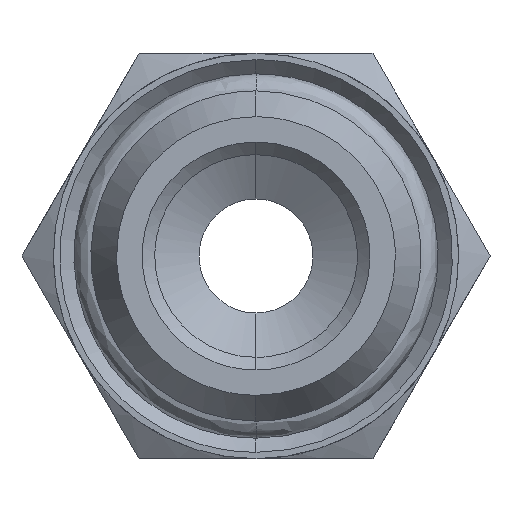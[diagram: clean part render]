
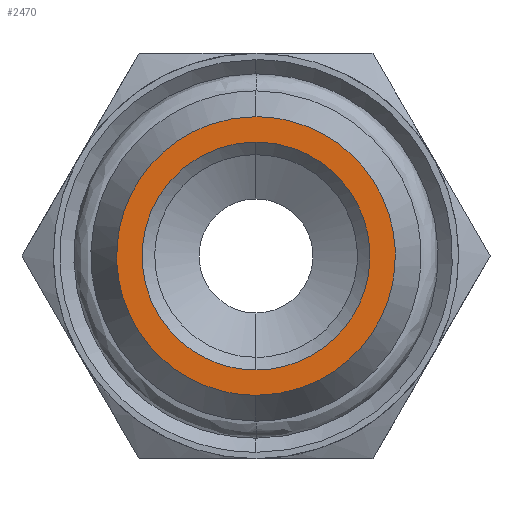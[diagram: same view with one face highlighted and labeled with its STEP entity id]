
A CAD part, front view. The second image highlights one B-rep face of the part: STEP entity #2470.
In plain terms, the highlighted free-form (B-spline) face has degree [1, 1] with [2, 2] control points.
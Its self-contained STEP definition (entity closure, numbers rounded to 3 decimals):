
#32 = CARTESIAN_POINT ( 'NONE',  ( -1.437, 0., 5.358 ) ) ;
#54 = CARTESIAN_POINT ( 'NONE',  ( -1.437, 0., -5.358 ) ) ;
#71 = VERTEX_POINT ( 'NONE', #2345 ) ;
#77 = EDGE_LOOP ( 'NONE', ( #1831, #649 ) ) ;
#127 = CARTESIAN_POINT ( 'NONE',  ( 0.722, 0., 5.5 ) ) ;
#206 = CARTESIAN_POINT ( 'NONE',  ( 0., 0., -4.5 ) ) ;
#248 = CARTESIAN_POINT ( 'NONE',  ( -3.378, 0., 4.4 ) ) ;
#314 = CARTESIAN_POINT ( 'NONE',  ( 3.931, 0., 2.268 ) ) ;
#369 = CARTESIAN_POINT ( 'NONE',  ( 5.5, 0., 0.722 ) ) ;
#377 = CARTESIAN_POINT ( 'NONE',  ( 4.805, 0., 2.772 ) ) ;
#568 = CARTESIAN_POINT ( 'NONE',  ( 3.931, 0., -2.268 ) ) ;
#588 =( BOUNDED_CURVE ( )  B_SPLINE_CURVE ( 3, ( #1580, #1349, #1409, #797 ),
 .UNSPECIFIED., .F., .F. ) 
 B_SPLINE_CURVE_WITH_KNOTS ( ( 4, 4 ),
 ( -3.142, 0. ),
 .UNSPECIFIED. ) 
 CURVE ( )  GEOMETRIC_REPRESENTATION_ITEM ( )  RATIONAL_B_SPLINE_CURVE ( ( 1., 0.333, 0.333, 1. ) ) 
 REPRESENTATION_ITEM ( '' )  );
#649 = ORIENTED_EDGE ( 'NONE', *, *, #1175, .T. ) ;
#696 = FACE_BOUND ( 'NONE', #77, .T. ) ;
#744 = B_SPLINE_SURFACE_WITH_KNOTS ( 'NONE', 1, 1, ( 
 ( #2761, #2133 ),
 ( #2125, #882 ) ),
 .UNSPECIFIED., .F., .F., .F.,
 ( 2, 2 ),
 ( 2, 2 ),
 ( 0., 1. ),
 ( 0., 1. ),
 .UNSPECIFIED. ) ;
#757 = CARTESIAN_POINT ( 'NONE',  ( 1.437, 0., -5.358 ) ) ;
#766 = CARTESIAN_POINT ( 'NONE',  ( 0.722, 0., -5.5 ) ) ;
#775 = CARTESIAN_POINT ( 'NONE',  ( 2.764, 0., -3.6 ) ) ;
#784 = CARTESIAN_POINT ( 'NONE',  ( 0.591, 0., 4.5 ) ) ;
#793 = CARTESIAN_POINT ( 'NONE',  ( 4.5, 0., -0.591 ) ) ;
#797 = CARTESIAN_POINT ( 'NONE',  ( 0., 0., -4.5 ) ) ;
#807 = CARTESIAN_POINT ( 'NONE',  ( 5.358, 0., -1.437 ) ) ;
#874 = CARTESIAN_POINT ( 'NONE',  ( -3.378, 0., -4.4 ) ) ;
#882 = CARTESIAN_POINT ( 'NONE',  ( 5.566, 0., -5.566 ) ) ;
#912 = CARTESIAN_POINT ( 'NONE',  ( -2.772, 0., -4.805 ) ) ;
#979 = CARTESIAN_POINT ( 'NONE',  ( 0.591, 0., -4.5 ) ) ;
#1002 = CARTESIAN_POINT ( 'NONE',  ( 2.764, 0., 3.6 ) ) ;
#1020 = CARTESIAN_POINT ( 'NONE',  ( 5.5, 0., -0.722 ) ) ;
#1025 = CARTESIAN_POINT ( 'NONE',  ( 4.805, 0., -2.772 ) ) ;
#1102 = ORIENTED_EDGE ( 'NONE', *, *, #2154, .T. ) ;
#1114 = CARTESIAN_POINT ( 'NONE',  ( 0., 0., -5.5 ) ) ;
#1152 = B_SPLINE_CURVE_WITH_KNOTS ( 'NONE', 3,
 ( #2085, #784, #2072, #2691, #1002, #1647, #314, #1658, #2051, #793, #1865, #568, #2079, #775, #2268, #2487, #979, #1416 ),
 .UNSPECIFIED., .F., .F.,
 ( 4, 2, 2, 2, 2, 2, 2, 2, 4 ),
 ( 0., 0.393, 0.785, 1.178, 1.571, 1.963, 2.356, 2.749, 3.142 ),
 .UNSPECIFIED. ) ;
#1175 = EDGE_CURVE ( 'NONE', #1515, #2120, #1152, .T. ) ;
#1234 = CARTESIAN_POINT ( 'NONE',  ( 3.378, 0., 4.4 ) ) ;
#1320 = CARTESIAN_POINT ( 'NONE',  ( -2.772, 0., 4.805 ) ) ;
#1349 = CARTESIAN_POINT ( 'NONE',  ( -9., 0., 4.5 ) ) ;
#1409 = CARTESIAN_POINT ( 'NONE',  ( -9., 0., -4.5 ) ) ;
#1416 = CARTESIAN_POINT ( 'NONE',  ( 0., 0., -4.5 ) ) ;
#1512 = CARTESIAN_POINT ( 'NONE',  ( -5.358, 0., -1.437 ) ) ;
#1515 = VERTEX_POINT ( 'NONE', #2114 ) ;
#1527 = CARTESIAN_POINT ( 'NONE',  ( -4.4, 0., 3.378 ) ) ;
#1528 = EDGE_LOOP ( 'NONE', ( #1102, #1857 ) ) ;
#1569 = VERTEX_POINT ( 'NONE', #2313 ) ;
#1580 = CARTESIAN_POINT ( 'NONE',  ( 0., 0., 4.5 ) ) ;
#1647 = CARTESIAN_POINT ( 'NONE',  ( 3.6, 0., 2.764 ) ) ;
#1658 = CARTESIAN_POINT ( 'NONE',  ( 4.384, 0., 1.176 ) ) ;
#1760 = CARTESIAN_POINT ( 'NONE',  ( -4.805, 0., 2.772 ) ) ;
#1804 = FACE_OUTER_BOUND ( 'NONE', #1528, .T. ) ;
#1815 = B_SPLINE_CURVE_WITH_KNOTS ( 'NONE', 3,
 ( #2348, #2523, #32, #1320, #248, #1527, #1760, #2598, #2616, #1957, #1512, #2182, #2586, #874, #912, #54, #2385, #1114 ),
 .UNSPECIFIED., .F., .F.,
 ( 4, 2, 2, 2, 2, 2, 2, 2, 4 ),
 ( 0., 0.393, 0.785, 1.178, 1.571, 1.963, 2.356, 2.749, 3.142 ),
 .UNSPECIFIED. ) ;
#1831 = ORIENTED_EDGE ( 'NONE', *, *, #2286, .F. ) ;
#1857 = ORIENTED_EDGE ( 'NONE', *, *, #1970, .T. ) ;
#1863 = CARTESIAN_POINT ( 'NONE',  ( 4.4, 0., 3.378 ) ) ;
#1865 = CARTESIAN_POINT ( 'NONE',  ( 4.384, 0., -1.176 ) ) ;
#1879 = CARTESIAN_POINT ( 'NONE',  ( 1.437, 0., 5.358 ) ) ;
#1891 = CARTESIAN_POINT ( 'NONE',  ( 5.358, 0., 1.437 ) ) ;
#1957 = CARTESIAN_POINT ( 'NONE',  ( -5.5, 0., -0.722 ) ) ;
#1970 = EDGE_CURVE ( 'NONE', #1569, #71, #2204, .T. ) ;
#2051 = CARTESIAN_POINT ( 'NONE',  ( 4.5, 0., 0.591 ) ) ;
#2072 = CARTESIAN_POINT ( 'NONE',  ( 1.176, 0., 4.384 ) ) ;
#2079 = CARTESIAN_POINT ( 'NONE',  ( 3.6, 0., -2.764 ) ) ;
#2083 = CARTESIAN_POINT ( 'NONE',  ( 2.772, 0., 4.805 ) ) ;
#2085 = CARTESIAN_POINT ( 'NONE',  ( 0., 0., 4.5 ) ) ;
#2114 = CARTESIAN_POINT ( 'NONE',  ( 0., 0., 4.5 ) ) ;
#2120 = VERTEX_POINT ( 'NONE', #206 ) ;
#2125 = CARTESIAN_POINT ( 'NONE',  ( -5.566, 0., -5.566 ) ) ;
#2133 = CARTESIAN_POINT ( 'NONE',  ( 5.566, 0., 5.566 ) ) ;
#2154 = EDGE_CURVE ( 'NONE', #71, #1569, #1815, .T. ) ;
#2182 = CARTESIAN_POINT ( 'NONE',  ( -4.805, 0., -2.772 ) ) ;
#2204 = B_SPLINE_CURVE_WITH_KNOTS ( 'NONE', 3,
 ( #2238, #766, #757, #2255, #2460, #2670, #1025, #807, #1020, #369, #1891, #377, #1863, #1234, #2083, #1879, #127, #2485 ),
 .UNSPECIFIED., .F., .F.,
 ( 4, 2, 2, 2, 2, 2, 2, 2, 4 ),
 ( 0., 0.393, 0.785, 1.178, 1.571, 1.963, 2.356, 2.749, 3.142 ),
 .UNSPECIFIED. ) ;
#2238 = CARTESIAN_POINT ( 'NONE',  ( 0., 0., -5.5 ) ) ;
#2255 = CARTESIAN_POINT ( 'NONE',  ( 2.772, 0., -4.805 ) ) ;
#2268 = CARTESIAN_POINT ( 'NONE',  ( 2.268, 0., -3.931 ) ) ;
#2286 = EDGE_CURVE ( 'NONE', #1515, #2120, #588, .T. ) ;
#2313 = CARTESIAN_POINT ( 'NONE',  ( 0., 0., -5.5 ) ) ;
#2345 = CARTESIAN_POINT ( 'NONE',  ( 0., 0., 5.5 ) ) ;
#2348 = CARTESIAN_POINT ( 'NONE',  ( 0., 0., 5.5 ) ) ;
#2385 = CARTESIAN_POINT ( 'NONE',  ( -0.722, 0., -5.5 ) ) ;
#2460 = CARTESIAN_POINT ( 'NONE',  ( 3.378, 0., -4.4 ) ) ;
#2470 = ADVANCED_FACE ( 'NONE', ( #696, #1804 ), #744, .T. ) ;
#2485 = CARTESIAN_POINT ( 'NONE',  ( 0., 0., 5.5 ) ) ;
#2487 = CARTESIAN_POINT ( 'NONE',  ( 1.176, 0., -4.384 ) ) ;
#2523 = CARTESIAN_POINT ( 'NONE',  ( -0.722, 0., 5.5 ) ) ;
#2586 = CARTESIAN_POINT ( 'NONE',  ( -4.4, 0., -3.378 ) ) ;
#2598 = CARTESIAN_POINT ( 'NONE',  ( -5.358, 0., 1.437 ) ) ;
#2616 = CARTESIAN_POINT ( 'NONE',  ( -5.5, 0., 0.722 ) ) ;
#2670 = CARTESIAN_POINT ( 'NONE',  ( 4.4, 0., -3.378 ) ) ;
#2691 = CARTESIAN_POINT ( 'NONE',  ( 2.268, 0., 3.931 ) ) ;
#2761 = CARTESIAN_POINT ( 'NONE',  ( -5.566, 0., 5.566 ) ) ;
